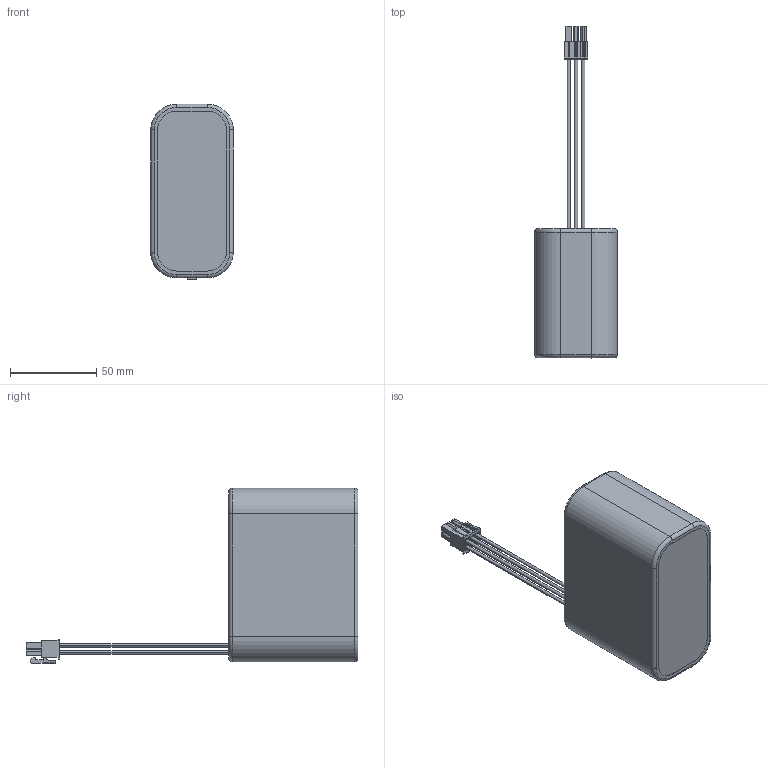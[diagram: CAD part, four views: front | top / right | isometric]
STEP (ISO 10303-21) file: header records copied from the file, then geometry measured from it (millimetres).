
FILE_DESCRIPTION((''),'2;1');
FILE_NAME('2S4P-4S2P','2024-12-10T14:35:58',('rd05'),(''),'CREO PARAMETRIC BY PTC INC, 2018050','CREO PARAMETRIC BY PTC INC, 2018050','');
FILE_SCHEMA(('CONFIG_CONTROL_DESIGN','GEOMETRIC_VALIDATION_PROPERTIES_MIM'));
Length unit declared in the file: millimetre
Products named in the file (1): 2S4P-4S2P
Bounding box: 48.02 x 192.9 x 102.1 mm (x, y, z)
Volume: 351183.4 mm3; surface area: 34857.4 mm2
Topology: 1 solids, 1 shells, 269 faces, 729 edges, 485 vertices
Faces by surface type: plane 222, cylinder 39, torus 8
Entity records: 8818 total; most frequent: CARTESIAN_POINT 1485, ORIENTED_EDGE 1458, DIRECTION 1366, EDGE_CURVE 729, VECTOR 630, LINE 630, VERTEX_POINT 485, AXIS2_PLACEMENT_3D 368
